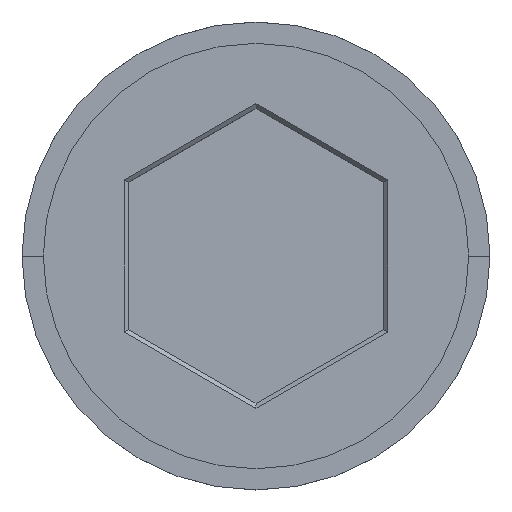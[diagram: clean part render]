
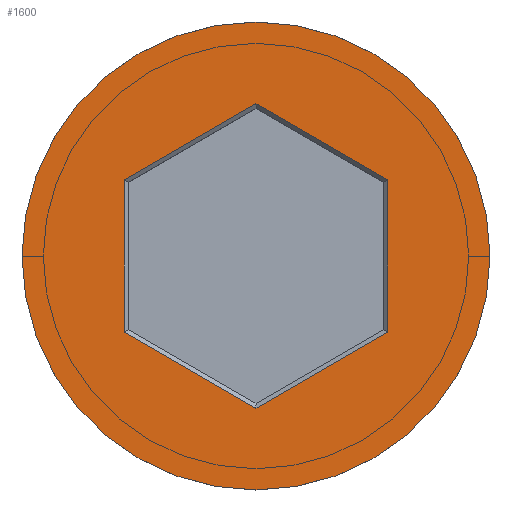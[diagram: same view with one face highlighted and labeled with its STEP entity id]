
A CAD part, top view. The second image highlights one B-rep face of the part: STEP entity #1600.
In plain terms, the highlighted planar face has unit normal (0, 0, 1).
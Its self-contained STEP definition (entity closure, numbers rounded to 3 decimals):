
#6 = DIRECTION ( 'NONE',  ( 0., -1., 0. ) ) ;
#11 = AXIS2_PLACEMENT_3D ( 'NONE', #1556, #1196, #180 ) ;
#52 = CARTESIAN_POINT ( 'NONE',  ( -0.05, 3.551, 0. ) ) ;
#75 = EDGE_CURVE ( 'NONE', #682, #970, #1024, .T. ) ;
#76 = CARTESIAN_POINT ( 'NONE',  ( 3.1, 1.79, 0. ) ) ;
#95 = DIRECTION ( 'NONE',  ( -0.866, -0.5, 0. ) ) ;
#132 = EDGE_CURVE ( 'NONE', #606, #376, #810, .T. ) ;
#180 = DIRECTION ( 'NONE',  ( 1., 0., 0. ) ) ;
#218 = DIRECTION ( 'NONE',  ( 1., 0., 0. ) ) ;
#223 = LINE ( 'NONE', #483, #675 ) ;
#242 = FACE_OUTER_BOUND ( 'NONE', #321, .T. ) ;
#256 = ORIENTED_EDGE ( 'NONE', *, *, #658, .T. ) ;
#261 = VERTEX_POINT ( 'NONE', #1255 ) ;
#314 = VERTEX_POINT ( 'NONE', #739 ) ;
#321 = EDGE_LOOP ( 'NONE', ( #327, #1478 ) ) ;
#327 = ORIENTED_EDGE ( 'NONE', *, *, #1451, .T. ) ;
#339 = CARTESIAN_POINT ( 'NONE',  ( 3.1, -1.79, 0. ) ) ;
#365 = VECTOR ( 'NONE', #1178, 1000. ) ;
#376 = VERTEX_POINT ( 'NONE', #76 ) ;
#395 = ORIENTED_EDGE ( 'NONE', *, *, #1265, .T. ) ;
#398 = VERTEX_POINT ( 'NONE', #339 ) ;
#402 = DIRECTION ( 'NONE',  ( 0.866, 0.5, 0. ) ) ;
#406 = ORIENTED_EDGE ( 'NONE', *, *, #729, .T. ) ;
#480 = CARTESIAN_POINT ( 'NONE',  ( 0., 0., 0. ) ) ;
#482 = EDGE_CURVE ( 'NONE', #900, #261, #551, .T. ) ;
#483 = CARTESIAN_POINT ( 'NONE',  ( -3.05, -1.819, 0. ) ) ;
#503 = DIRECTION ( 'NONE',  ( 1., 0., 0. ) ) ;
#551 = LINE ( 'NONE', #672, #365 ) ;
#557 = DIRECTION ( 'NONE',  ( 0., 0., 1. ) ) ;
#562 = CARTESIAN_POINT ( 'NONE',  ( 0., 0., 0. ) ) ;
#606 = VERTEX_POINT ( 'NONE', #728 ) ;
#648 = ORIENTED_EDGE ( 'NONE', *, *, #1023, .T. ) ;
#658 = EDGE_CURVE ( 'NONE', #314, #900, #223, .T. ) ;
#672 = CARTESIAN_POINT ( 'NONE',  ( -3.1, 1.732, 0. ) ) ;
#675 = VECTOR ( 'NONE', #951, 1000. ) ;
#682 = VERTEX_POINT ( 'NONE', #738 ) ;
#704 = CARTESIAN_POINT ( 'NONE',  ( 0.05, -3.551, 0. ) ) ;
#713 = EDGE_LOOP ( 'NONE', ( #1262, #395, #1598, #648, #406, #256 ) ) ;
#728 = CARTESIAN_POINT ( 'NONE',  ( 0., 3.58, 0. ) ) ;
#729 = EDGE_CURVE ( 'NONE', #398, #314, #1325, .T. ) ;
#738 = CARTESIAN_POINT ( 'NONE',  ( -5.5, 0., 0. ) ) ;
#739 = CARTESIAN_POINT ( 'NONE',  ( 0., -3.58, 0. ) ) ;
#783 = LINE ( 'NONE', #52, #1519 ) ;
#789 = CIRCLE ( 'NONE', #1101, 5.5 ) ;
#797 = CARTESIAN_POINT ( 'NONE',  ( 3.05, 1.819, 0. ) ) ;
#798 = LINE ( 'NONE', #981, #1001 ) ;
#810 = LINE ( 'NONE', #797, #1484 ) ;
#855 = DIRECTION ( 'NONE',  ( 0., 0., 1. ) ) ;
#900 = VERTEX_POINT ( 'NONE', #1052 ) ;
#926 = DIRECTION ( 'NONE',  ( 0.866, -0.5, 0. ) ) ;
#951 = DIRECTION ( 'NONE',  ( -0.866, 0.5, 0. ) ) ;
#970 = VERTEX_POINT ( 'NONE', #1094 ) ;
#981 = CARTESIAN_POINT ( 'NONE',  ( 3.1, -1.732, 0. ) ) ;
#1001 = VECTOR ( 'NONE', #6, 1000. ) ;
#1023 = EDGE_CURVE ( 'NONE', #376, #398, #798, .T. ) ;
#1024 = CIRCLE ( 'NONE', #11, 5.5 ) ;
#1052 = CARTESIAN_POINT ( 'NONE',  ( -3.1, -1.79, 0. ) ) ;
#1094 = CARTESIAN_POINT ( 'NONE',  ( 5.5, 0., 0. ) ) ;
#1101 = AXIS2_PLACEMENT_3D ( 'NONE', #562, #557, #218 ) ;
#1178 = DIRECTION ( 'NONE',  ( 0., 1., 0. ) ) ;
#1196 = DIRECTION ( 'NONE',  ( 0., 0., 1. ) ) ;
#1255 = CARTESIAN_POINT ( 'NONE',  ( -3.1, 1.79, 0. ) ) ;
#1257 = AXIS2_PLACEMENT_3D ( 'NONE', #480, #855, #503 ) ;
#1260 = VECTOR ( 'NONE', #95, 1000. ) ;
#1262 = ORIENTED_EDGE ( 'NONE', *, *, #482, .T. ) ;
#1265 = EDGE_CURVE ( 'NONE', #261, #606, #783, .T. ) ;
#1325 = LINE ( 'NONE', #704, #1260 ) ;
#1451 = EDGE_CURVE ( 'NONE', #970, #682, #789, .T. ) ;
#1478 = ORIENTED_EDGE ( 'NONE', *, *, #75, .T. ) ;
#1484 = VECTOR ( 'NONE', #926, 1000. ) ;
#1519 = VECTOR ( 'NONE', #402, 1000. ) ;
#1556 = CARTESIAN_POINT ( 'NONE',  ( 0., 0., 0. ) ) ;
#1591 = FACE_BOUND ( 'NONE', #713, .T. ) ;
#1598 = ORIENTED_EDGE ( 'NONE', *, *, #132, .T. ) ;
#1599 = PLANE ( 'NONE',  #1257 ) ;
#1600 = ADVANCED_FACE ( 'NONE', ( #1591, #242 ), #1599, .T. ) ;
